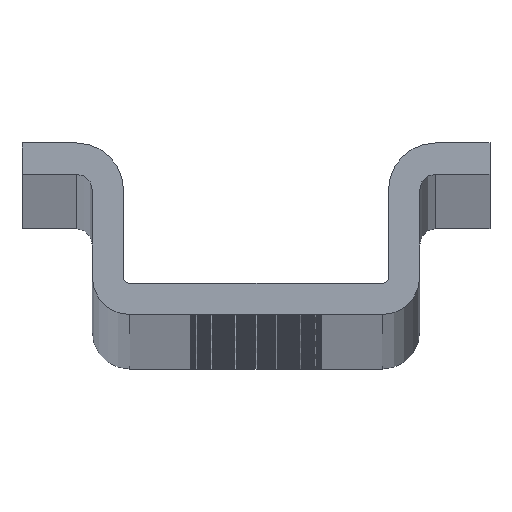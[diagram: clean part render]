
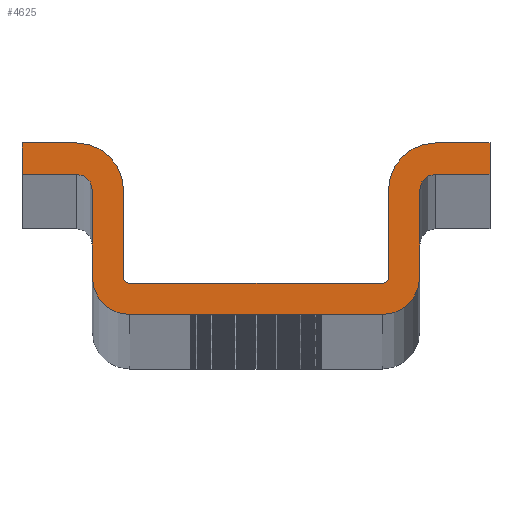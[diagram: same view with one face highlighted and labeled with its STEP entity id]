
A CAD part, top view. The second image highlights one B-rep face of the part: STEP entity #4625.
In plain terms, the highlighted planar face has unit normal (0, 0, 1).
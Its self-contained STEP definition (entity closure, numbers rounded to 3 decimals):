
#227=PLANE('',#5065);
#449=FACE_OUTER_BOUND('',#771,.T.);
#771=EDGE_LOOP('',(#4257,#4258,#4259,#4260,#4261,#4262,#4263,#4264,#4265,
#4266,#4267,#4268,#4269,#4270,#4271,#4272,#4273,#4274,#4275,#4276));
#1175=LINE('',#7597,#1619);
#1179=LINE('',#7609,#1623);
#1183=LINE('',#7621,#1627);
#1187=LINE('',#7633,#1631);
#1191=LINE('',#7645,#1635);
#1194=LINE('',#7651,#1638);
#1197=LINE('',#7657,#1641);
#1201=LINE('',#7669,#1645);
#1205=LINE('',#7681,#1649);
#1209=LINE('',#7693,#1653);
#1213=LINE('',#7705,#1657);
#1216=LINE('',#7709,#1660);
#1619=VECTOR('',#6273,1.75);
#1623=VECTOR('',#6285,2.8);
#1627=VECTOR('',#6297,8.1);
#1631=VECTOR('',#6309,2.8);
#1635=VECTOR('',#6321,1.75);
#1638=VECTOR('',#6326,1.);
#1641=VECTOR('',#6331,1.75);
#1645=VECTOR('',#6343,2.8);
#1649=VECTOR('',#6355,8.1);
#1653=VECTOR('',#6367,2.8);
#1657=VECTOR('',#6379,1.75);
#1660=VECTOR('',#6384,1.);
#1862=CIRCLE('',#5032,0.5);
#1864=CIRCLE('',#5036,1.2);
#1866=CIRCLE('',#5040,1.2);
#1868=CIRCLE('',#5044,0.5);
#1870=CIRCLE('',#5050,1.5);
#1872=CIRCLE('',#5054,0.2);
#1874=CIRCLE('',#5058,0.2);
#1876=CIRCLE('',#5062,1.5);
#2279=VERTEX_POINT('',#7594);
#2280=VERTEX_POINT('',#7596);
#2282=VERTEX_POINT('',#7602);
#2284=VERTEX_POINT('',#7608);
#2286=VERTEX_POINT('',#7614);
#2288=VERTEX_POINT('',#7620);
#2290=VERTEX_POINT('',#7626);
#2292=VERTEX_POINT('',#7632);
#2294=VERTEX_POINT('',#7638);
#2296=VERTEX_POINT('',#7644);
#2298=VERTEX_POINT('',#7650);
#2300=VERTEX_POINT('',#7656);
#2302=VERTEX_POINT('',#7662);
#2304=VERTEX_POINT('',#7668);
#2306=VERTEX_POINT('',#7674);
#2308=VERTEX_POINT('',#7680);
#2310=VERTEX_POINT('',#7686);
#2312=VERTEX_POINT('',#7692);
#2314=VERTEX_POINT('',#7698);
#2316=VERTEX_POINT('',#7704);
#2919=EDGE_CURVE('',#2280,#2279,#1175,.T.);
#2922=EDGE_CURVE('',#2282,#2280,#1862,.T.);
#2925=EDGE_CURVE('',#2284,#2282,#1179,.T.);
#2928=EDGE_CURVE('',#2286,#2284,#1864,.T.);
#2931=EDGE_CURVE('',#2288,#2286,#1183,.T.);
#2934=EDGE_CURVE('',#2290,#2288,#1866,.T.);
#2937=EDGE_CURVE('',#2292,#2290,#1187,.T.);
#2940=EDGE_CURVE('',#2294,#2292,#1868,.T.);
#2943=EDGE_CURVE('',#2296,#2294,#1191,.T.);
#2946=EDGE_CURVE('',#2298,#2296,#1194,.T.);
#2949=EDGE_CURVE('',#2300,#2298,#1197,.T.);
#2952=EDGE_CURVE('',#2302,#2300,#1870,.T.);
#2955=EDGE_CURVE('',#2304,#2302,#1201,.T.);
#2958=EDGE_CURVE('',#2306,#2304,#1872,.T.);
#2961=EDGE_CURVE('',#2308,#2306,#1205,.T.);
#2964=EDGE_CURVE('',#2310,#2308,#1874,.T.);
#2967=EDGE_CURVE('',#2312,#2310,#1209,.T.);
#2970=EDGE_CURVE('',#2314,#2312,#1876,.T.);
#2973=EDGE_CURVE('',#2316,#2314,#1213,.T.);
#2976=EDGE_CURVE('',#2279,#2316,#1216,.T.);
#4257=ORIENTED_EDGE('',*,*,#2976,.T.);
#4258=ORIENTED_EDGE('',*,*,#2973,.T.);
#4259=ORIENTED_EDGE('',*,*,#2970,.T.);
#4260=ORIENTED_EDGE('',*,*,#2967,.T.);
#4261=ORIENTED_EDGE('',*,*,#2964,.T.);
#4262=ORIENTED_EDGE('',*,*,#2961,.T.);
#4263=ORIENTED_EDGE('',*,*,#2958,.T.);
#4264=ORIENTED_EDGE('',*,*,#2955,.T.);
#4265=ORIENTED_EDGE('',*,*,#2952,.T.);
#4266=ORIENTED_EDGE('',*,*,#2949,.T.);
#4267=ORIENTED_EDGE('',*,*,#2946,.T.);
#4268=ORIENTED_EDGE('',*,*,#2943,.T.);
#4269=ORIENTED_EDGE('',*,*,#2940,.T.);
#4270=ORIENTED_EDGE('',*,*,#2937,.T.);
#4271=ORIENTED_EDGE('',*,*,#2934,.T.);
#4272=ORIENTED_EDGE('',*,*,#2931,.T.);
#4273=ORIENTED_EDGE('',*,*,#2928,.T.);
#4274=ORIENTED_EDGE('',*,*,#2925,.T.);
#4275=ORIENTED_EDGE('',*,*,#2922,.T.);
#4276=ORIENTED_EDGE('',*,*,#2919,.T.);
#4625=ADVANCED_FACE('',(#449),#227,.T.);
#5032=AXIS2_PLACEMENT_3D('',#7603,#6279,#6280);
#5036=AXIS2_PLACEMENT_3D('',#7615,#6291,#6292);
#5040=AXIS2_PLACEMENT_3D('',#7627,#6303,#6304);
#5044=AXIS2_PLACEMENT_3D('',#7639,#6315,#6316);
#5050=AXIS2_PLACEMENT_3D('',#7663,#6337,#6338);
#5054=AXIS2_PLACEMENT_3D('',#7675,#6349,#6350);
#5058=AXIS2_PLACEMENT_3D('',#7687,#6361,#6362);
#5062=AXIS2_PLACEMENT_3D('',#7699,#6373,#6374);
#5065=AXIS2_PLACEMENT_3D('',#7710,#6385,#6386);
#6273=DIRECTION('',(1.,0.,0.));
#6279=DIRECTION('center_axis',(0.,0.,-1.));
#6280=DIRECTION('ref_axis',(0.,-1.,0.));
#6285=DIRECTION('',(0.,1.,0.));
#6291=DIRECTION('center_axis',(0.,0.,1.));
#6292=DIRECTION('ref_axis',(0.,-1.,0.));
#6297=DIRECTION('',(1.,0.,0.));
#6303=DIRECTION('center_axis',(0.,0.,1.));
#6304=DIRECTION('ref_axis',(-1.,0.,0.));
#6309=DIRECTION('',(0.,-1.,0.));
#6315=DIRECTION('center_axis',(0.,0.,-1.));
#6316=DIRECTION('ref_axis',(-1.,0.,0.));
#6321=DIRECTION('',(1.,0.,0.));
#6326=DIRECTION('',(0.,-1.,0.));
#6331=DIRECTION('',(-1.,0.,0.));
#6337=DIRECTION('center_axis',(0.,0.,1.));
#6338=DIRECTION('ref_axis',(1.,0.,0.));
#6343=DIRECTION('',(0.,1.,0.));
#6349=DIRECTION('center_axis',(0.,0.,-1.));
#6350=DIRECTION('ref_axis',(1.,0.,0.));
#6355=DIRECTION('',(-1.,0.,0.));
#6361=DIRECTION('center_axis',(0.,0.,-1.));
#6362=DIRECTION('ref_axis',(0.,1.,0.));
#6367=DIRECTION('',(0.,-1.,0.));
#6373=DIRECTION('center_axis',(0.,0.,1.));
#6374=DIRECTION('ref_axis',(0.,1.,0.));
#6379=DIRECTION('',(-1.,0.,0.));
#6384=DIRECTION('',(0.,1.,0.));
#6385=DIRECTION('center_axis',(0.,0.,1.));
#6386=DIRECTION('ref_axis',(1.,0.,0.));
#7594=CARTESIAN_POINT('',(7.5,4.5,1000.));
#7596=CARTESIAN_POINT('',(5.75,4.5,1000.));
#7597=CARTESIAN_POINT('',(5.75,4.5,1000.));
#7602=CARTESIAN_POINT('',(5.25,4.,1000.));
#7603=CARTESIAN_POINT('Origin',(5.75,4.,1000.));
#7608=CARTESIAN_POINT('',(5.25,1.2,1000.));
#7609=CARTESIAN_POINT('',(5.25,1.2,1000.));
#7614=CARTESIAN_POINT('',(4.05,0.,1000.));
#7615=CARTESIAN_POINT('Origin',(4.05,1.2,1000.));
#7620=CARTESIAN_POINT('',(-4.05,0.,1000.));
#7621=CARTESIAN_POINT('',(-4.05,0.,1000.));
#7626=CARTESIAN_POINT('',(-5.25,1.2,1000.));
#7627=CARTESIAN_POINT('Origin',(-4.05,1.2,1000.));
#7632=CARTESIAN_POINT('',(-5.25,4.,1000.));
#7633=CARTESIAN_POINT('',(-5.25,4.,1000.));
#7638=CARTESIAN_POINT('',(-5.75,4.5,1000.));
#7639=CARTESIAN_POINT('Origin',(-5.75,4.,1000.));
#7644=CARTESIAN_POINT('',(-7.5,4.5,1000.));
#7645=CARTESIAN_POINT('',(-7.5,4.5,1000.));
#7650=CARTESIAN_POINT('',(-7.5,5.5,1000.));
#7651=CARTESIAN_POINT('',(-7.5,5.5,1000.));
#7656=CARTESIAN_POINT('',(-5.75,5.5,1000.));
#7657=CARTESIAN_POINT('',(-5.75,5.5,1000.));
#7662=CARTESIAN_POINT('',(-4.25,4.,1000.));
#7663=CARTESIAN_POINT('Origin',(-5.75,4.,1000.));
#7668=CARTESIAN_POINT('',(-4.25,1.2,1000.));
#7669=CARTESIAN_POINT('',(-4.25,1.2,1000.));
#7674=CARTESIAN_POINT('',(-4.05,1.,1000.));
#7675=CARTESIAN_POINT('Origin',(-4.05,1.2,1000.));
#7680=CARTESIAN_POINT('',(4.05,1.,1000.));
#7681=CARTESIAN_POINT('',(4.05,1.,1000.));
#7686=CARTESIAN_POINT('',(4.25,1.2,1000.));
#7687=CARTESIAN_POINT('Origin',(4.05,1.2,1000.));
#7692=CARTESIAN_POINT('',(4.25,4.,1000.));
#7693=CARTESIAN_POINT('',(4.25,4.,1000.));
#7698=CARTESIAN_POINT('',(5.75,5.5,1000.));
#7699=CARTESIAN_POINT('Origin',(5.75,4.,1000.));
#7704=CARTESIAN_POINT('',(7.5,5.5,1000.));
#7705=CARTESIAN_POINT('',(7.5,5.5,1000.));
#7709=CARTESIAN_POINT('',(7.5,4.5,1000.));
#7710=CARTESIAN_POINT('Origin',(0.,2.399,1000.));
